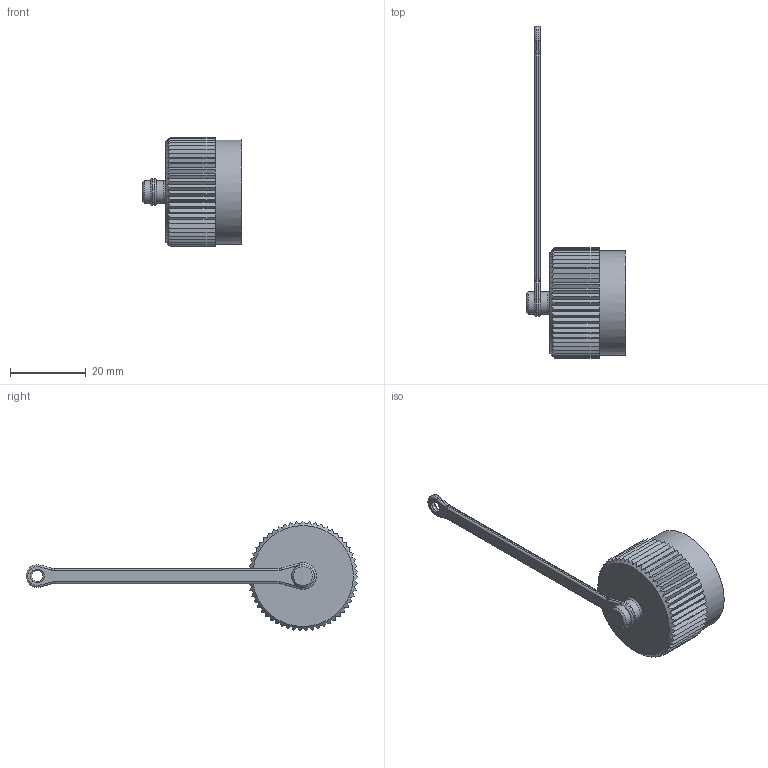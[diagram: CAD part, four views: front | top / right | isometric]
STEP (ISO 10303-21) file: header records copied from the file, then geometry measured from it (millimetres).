
FILE_DESCRIPTION(/* description */ (''),/* implementation_level */ '2;1');
FILE_NAME(/* name */ '08-2301-000-000_bg',/* time_stamp */ '2007-12-07T09:01:23+01:00',/* author */ (''),/* organization */ (''),/* preprocessor_version */ 'ST-DEVELOPER v9',/* originating_system */ 'UGS - NX 4.0',/* authorisation */ '');
FILE_SCHEMA (('CONFIG_CONTROL_DESIGN'));
Length unit declared in the file: millimetre
Products named in the file (1): kborE014o5z6
Bounding box: 26.2 x 87.48 x 28.98 mm (x, y, z)
Volume: 8000.1 mm3; surface area: 6251.9 mm2
Topology: 1 solids, 1 shells, 231 faces, 637 edges, 413 vertices
Faces by surface type: plane 181, cylinder 29, torus 16, cone 3, bspline 2
Full cylindrical faces by diameter (mm): 3 x1, 6 x2, 8.4 x1, 13.6 x1, 17.8 x1, 20.82 x2, 27.5 x1
Entity records: 7925 total; most frequent: CARTESIAN_POINT 2169, ORIENTED_EDGE 1224, DIRECTION 1131, EDGE_CURVE 612, AXIS2_PLACEMENT_3D 409, VERTEX_POINT 405, LINE 313, VECTOR 313
